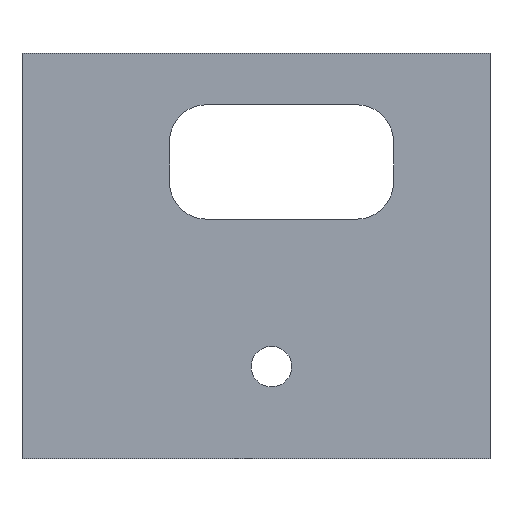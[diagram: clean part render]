
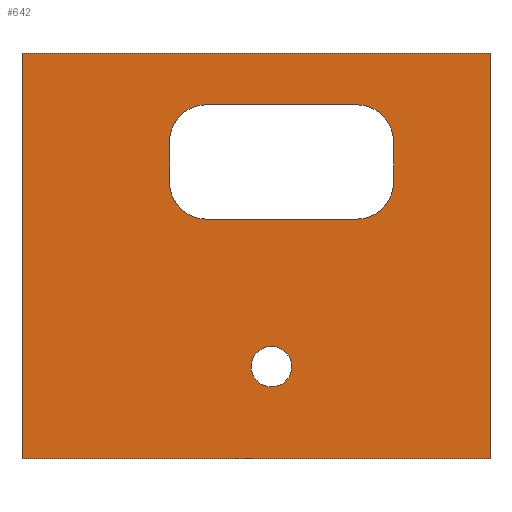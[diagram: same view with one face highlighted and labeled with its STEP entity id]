
A CAD part, front view. The second image highlights one B-rep face of the part: STEP entity #642.
In plain terms, the highlighted planar face has unit normal (0, -1, 0).
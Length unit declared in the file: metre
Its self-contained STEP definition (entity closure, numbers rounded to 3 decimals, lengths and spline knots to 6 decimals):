
#42=CIRCLE('',#702,0.00275);
#49=CIRCLE('',#715,0.005);
#50=CIRCLE('',#716,0.005);
#51=CIRCLE('',#717,0.005);
#52=CIRCLE('',#718,0.005);
#129=ORIENTED_EDGE('',*,*,#286,.F.);
#130=ORIENTED_EDGE('',*,*,#287,.T.);
#131=ORIENTED_EDGE('',*,*,#288,.T.);
#132=ORIENTED_EDGE('',*,*,#289,.T.);
#133=ORIENTED_EDGE('',*,*,#290,.F.);
#134=ORIENTED_EDGE('',*,*,#291,.T.);
#135=ORIENTED_EDGE('',*,*,#292,.F.);
#136=ORIENTED_EDGE('',*,*,#293,.T.);
#137=ORIENTED_EDGE('',*,*,#266,.T.);
#138=ORIENTED_EDGE('',*,*,#277,.T.);
#139=ORIENTED_EDGE('',*,*,#274,.F.);
#140=ORIENTED_EDGE('',*,*,#270,.F.);
#141=ORIENTED_EDGE('',*,*,#262,.F.);
#262=EDGE_CURVE('',#346,#346,#42,.T.);
#266=EDGE_CURVE('',#351,#350,#397,.T.);
#270=EDGE_CURVE('',#351,#354,#400,.T.);
#274=EDGE_CURVE('',#354,#356,#404,.T.);
#277=EDGE_CURVE('',#350,#356,#407,.T.);
#286=EDGE_CURVE('',#365,#366,#412,.T.);
#287=EDGE_CURVE('',#365,#367,#49,.T.);
#288=EDGE_CURVE('',#367,#368,#413,.T.);
#289=EDGE_CURVE('',#368,#369,#50,.T.);
#290=EDGE_CURVE('',#370,#369,#414,.T.);
#291=EDGE_CURVE('',#370,#371,#51,.T.);
#292=EDGE_CURVE('',#372,#371,#415,.T.);
#293=EDGE_CURVE('',#372,#366,#52,.T.);
#346=VERTEX_POINT('',#1012);
#350=VERTEX_POINT('',#1020);
#351=VERTEX_POINT('',#1022);
#354=VERTEX_POINT('',#1030);
#356=VERTEX_POINT('',#1037);
#365=VERTEX_POINT('',#1061);
#366=VERTEX_POINT('',#1062);
#367=VERTEX_POINT('',#1064);
#368=VERTEX_POINT('',#1066);
#369=VERTEX_POINT('',#1068);
#370=VERTEX_POINT('',#1070);
#371=VERTEX_POINT('',#1072);
#372=VERTEX_POINT('',#1074);
#397=LINE('',#1021,#453);
#400=LINE('',#1029,#456);
#404=LINE('',#1036,#460);
#407=LINE('',#1041,#463);
#412=LINE('',#1060,#468);
#413=LINE('',#1065,#469);
#414=LINE('',#1069,#470);
#415=LINE('',#1073,#471);
#453=VECTOR('',#818,1.);
#456=VECTOR('',#825,1.);
#460=VECTOR('',#831,1.);
#463=VECTOR('',#836,1.);
#468=VECTOR('',#853,1.);
#469=VECTOR('',#856,1.);
#470=VECTOR('',#859,1.);
#471=VECTOR('',#862,1.);
#513=EDGE_LOOP('',(#129,#130,#131,#132,#133,#134,#135,#136));
#514=EDGE_LOOP('',(#137,#138,#139,#140));
#515=EDGE_LOOP('',(#141));
#573=FACE_BOUND('',#513,.T.);
#574=FACE_BOUND('',#514,.T.);
#575=FACE_BOUND('',#515,.T.);
#617=PLANE('',#714);
#642=ADVANCED_FACE('',(#573,#574,#575),#617,.F.);
#702=AXIS2_PLACEMENT_3D('',#1011,#810,#811);
#714=AXIS2_PLACEMENT_3D('',#1059,#851,#852);
#715=AXIS2_PLACEMENT_3D('',#1063,#854,#855);
#716=AXIS2_PLACEMENT_3D('',#1067,#857,#858);
#717=AXIS2_PLACEMENT_3D('',#1071,#860,#861);
#718=AXIS2_PLACEMENT_3D('',#1075,#863,#864);
#810=DIRECTION('',(0.,-1.,0.));
#811=DIRECTION('',(0.,0.,1.));
#818=DIRECTION('',(-1.,0.,0.));
#825=DIRECTION('',(0.,0.,-1.));
#831=DIRECTION('',(-1.,0.,0.));
#836=DIRECTION('',(0.,0.,-1.));
#851=DIRECTION('',(0.,1.,0.));
#852=DIRECTION('',(0.,0.,1.));
#853=DIRECTION('',(0.,0.,1.));
#854=DIRECTION('',(0.,1.,0.));
#855=DIRECTION('',(-1.,0.,0.));
#856=DIRECTION('',(-1.,0.,0.));
#857=DIRECTION('',(0.,1.,0.));
#858=DIRECTION('',(-1.,0.,0.));
#859=DIRECTION('',(0.,0.,-1.));
#860=DIRECTION('',(0.,1.,0.));
#861=DIRECTION('',(-1.,0.,0.));
#862=DIRECTION('',(-1.,0.,0.));
#863=DIRECTION('',(0.,1.,0.));
#864=DIRECTION('',(-1.,0.,0.));
#1011=CARTESIAN_POINT('',(0.093822,-0.1075,0.0125));
#1012=CARTESIAN_POINT('',(0.093822,-0.1075,0.01525));
#1020=CARTESIAN_POINT('',(0.06,-0.1075,0.055));
#1021=CARTESIAN_POINT('',(0.091727,-0.1075,0.055));
#1022=CARTESIAN_POINT('',(0.123454,-0.1075,0.055));
#1029=CARTESIAN_POINT('',(0.123454,-0.1075,0.055002));
#1030=CARTESIAN_POINT('',(0.123454,-0.1075,0.));
#1036=CARTESIAN_POINT('',(0.091727,-0.1075,0.));
#1037=CARTESIAN_POINT('',(0.06,-0.1075,0.));
#1041=CARTESIAN_POINT('',(0.06,-0.1075,0.055002));
#1059=CARTESIAN_POINT('',(0.091727,-0.1075,0.055002));
#1060=CARTESIAN_POINT('',(0.110373,-0.1075,0.055002));
#1061=CARTESIAN_POINT('',(0.110373,-0.1075,0.0375));
#1062=CARTESIAN_POINT('',(0.110373,-0.1075,0.043));
#1063=CARTESIAN_POINT('',(0.105373,-0.1075,0.0375));
#1064=CARTESIAN_POINT('',(0.105373,-0.1075,0.0325));
#1065=CARTESIAN_POINT('',(0.091727,-0.1075,0.0325));
#1066=CARTESIAN_POINT('',(0.085,-0.1075,0.0325));
#1067=CARTESIAN_POINT('',(0.085,-0.1075,0.0375));
#1068=CARTESIAN_POINT('',(0.08,-0.1075,0.0375));
#1069=CARTESIAN_POINT('',(0.08,-0.1075,0.055002));
#1070=CARTESIAN_POINT('',(0.08,-0.1075,0.043));
#1071=CARTESIAN_POINT('',(0.085,-0.1075,0.043));
#1072=CARTESIAN_POINT('',(0.085,-0.1075,0.048));
#1073=CARTESIAN_POINT('',(0.091727,-0.1075,0.048));
#1074=CARTESIAN_POINT('',(0.105373,-0.1075,0.048));
#1075=CARTESIAN_POINT('',(0.105373,-0.1075,0.043));
